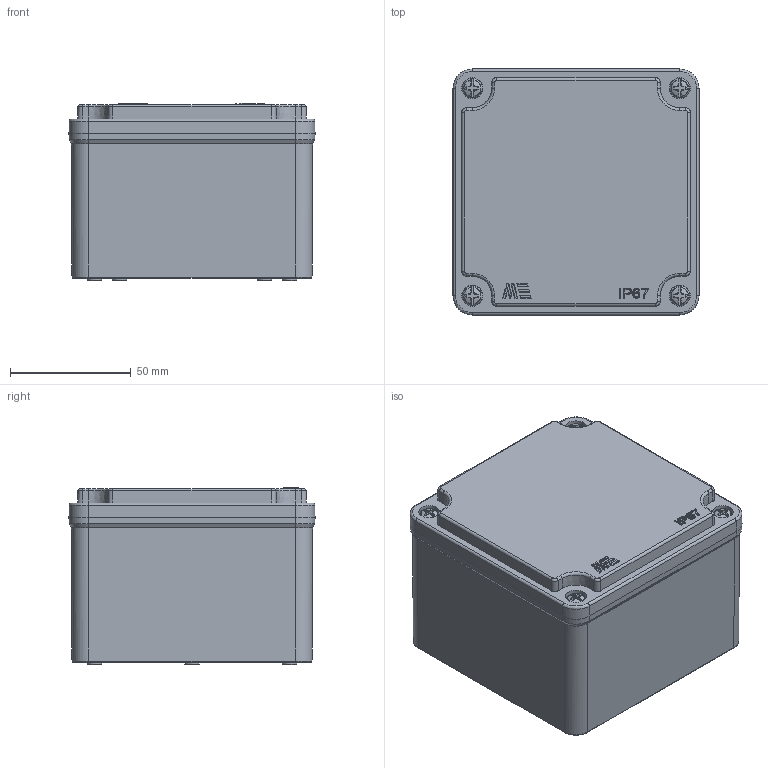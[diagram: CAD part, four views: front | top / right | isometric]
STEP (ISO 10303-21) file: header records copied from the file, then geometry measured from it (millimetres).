
FILE_DESCRIPTION(/* description */ (''),/* implementation_level */ '2;1');
FILE_NAME(/* name */ '402506.stp',/* time_stamp */ '2015-08-26T15:18:24+03:00',/* author */ (''),/* organization */ (''),/* preprocessor_version */ 'ST-DEVELOPER v14',/* originating_system */ 'SIEMENS PLM Software NX 8.0',/* authorisation */ '');
FILE_SCHEMA (('AP203_CONFIGURATION_CONTROLLED_3D_DESIGN_OF_MECHANICAL_PARTS_AND_ASSEMBLIES_MIM_LF { 1 0 10303 403 2 1 2}'));
Length unit declared in the file: millimetre
Products named in the file (1): mtas15F42BE5odlc
Bounding box: 102 x 102 x 73.5 mm (x, y, z)
Volume: 182581.4 mm3; surface area: 94722.2 mm2
Topology: 7 solids, 7 shells, 860 faces, 2033 edges, 1187 vertices
Faces by surface type: cylinder 257, plane 243, bspline 224, torus 45, sphere 40, cone 27, extrusion 24
Full cylindrical faces by diameter (mm): 3 x1, 3.013 x4, 3.2 x2, 3.838 x1, 4 x4, 5.5 x4, 6 x6, 8 x1, 8.7 x4
Entity records: 28761 total; most frequent: CARTESIAN_POINT 10756, ORIENTED_EDGE 3824, DIRECTION 3501, EDGE_CURVE 1912, AXIS2_PLACEMENT_3D 1378, VERTEX_POINT 1158, EDGE_LOOP 960, ADVANCED_FACE 860
